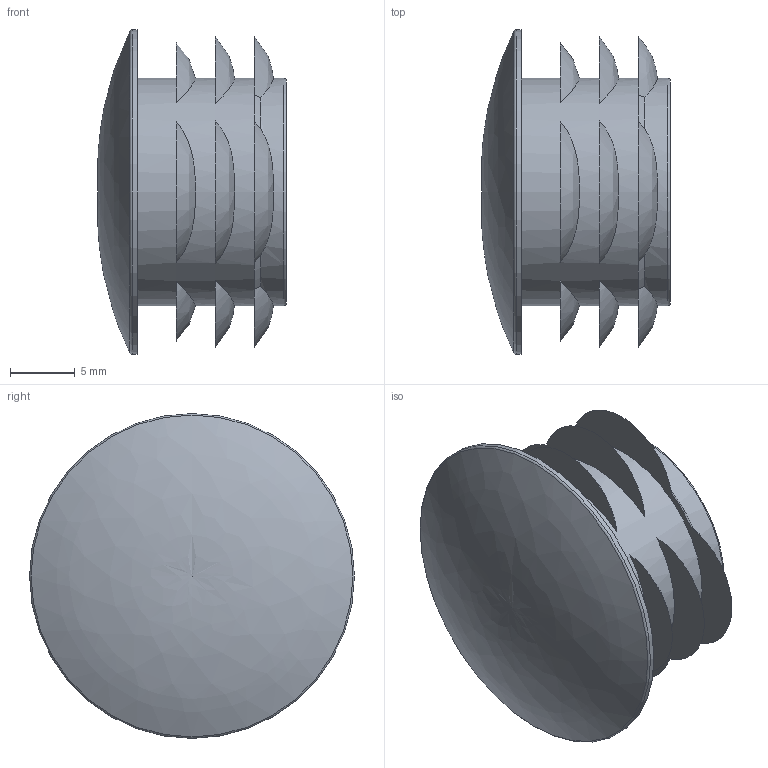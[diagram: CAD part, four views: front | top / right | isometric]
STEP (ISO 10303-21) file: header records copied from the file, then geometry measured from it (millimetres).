
FILE_DESCRIPTION(/* description */ ('Lamellenstopfen 22 grau'),/* implementation_level */ '2;1');
FILE_NAME(/* name */ 'ZEI_CAD_221209-1-REV00_#SALL_#AIN_#V1.step',/* time_stamp */ '2022-09-15T21:31:02+02:00',/* author */ ('MiniTec'),/* organization */ ('MiniTec GmbH & Co.KG'),/* preprocessor_version */ 'ST-DEVELOPER v18.1',/* originating_system */ 'Autodesk Inventor 2021',/* authorisation */ '');
FILE_SCHEMA (('CONFIG_CONTROL_DESIGN'));
Length unit declared in the file: millimetre
Products named in the file (1): leer
Bounding box: 14.55 x 25 x 25 mm (x, y, z)
Volume: 1601.6 mm3; surface area: 2853.2 mm2
Topology: 1 solids, 1 shells, 36 faces, 85 edges, 59 vertices
Faces by surface type: bspline 13, plane 12, torus 7, cylinder 4
Full cylindrical faces by diameter (mm): 15.5 x1, 17.5 x2, 25 x1
Entity records: 1465 total; most frequent: CARTESIAN_POINT 654, ORIENTED_EDGE 168, DIRECTION 146, EDGE_CURVE 84, AXIS2_PLACEMENT_3D 70, VERTEX_POINT 59, CIRCLE 46, EDGE_LOOP 45
